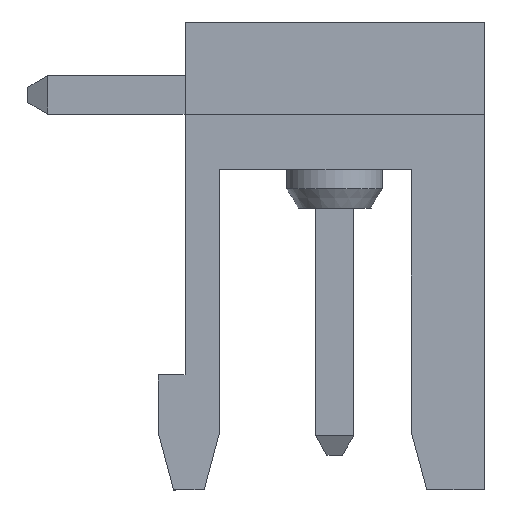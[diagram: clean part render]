
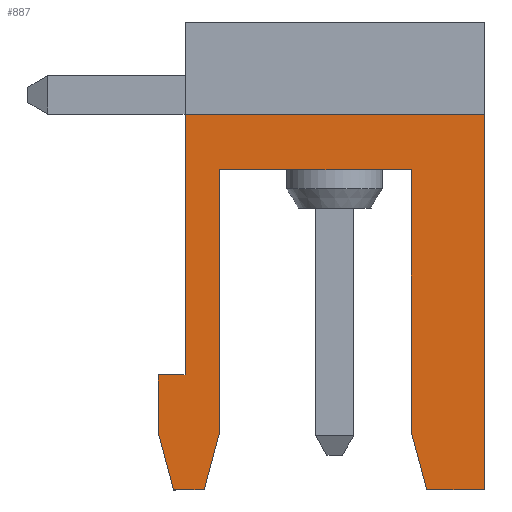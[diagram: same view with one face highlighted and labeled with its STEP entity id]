
A CAD part, front view. The second image highlights one B-rep face of the part: STEP entity #887.
In plain terms, the highlighted planar face has unit normal (0, -1, 0).
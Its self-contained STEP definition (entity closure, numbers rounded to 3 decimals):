
#887 = ADVANCED_FACE( '', ( #2060 ), #2061, .F. );
#2060 = FACE_OUTER_BOUND( '', #3526, .T. );
#2061 = PLANE( '', #3527 );
#3526 = EDGE_LOOP( '', ( #6035, #6036, #6037, #6038, #6039, #6040, #6041, #6042, #6043, #6044, #6045, #6046, #6047 ) );
#3527 = AXIS2_PLACEMENT_3D( '', #6048, #6049, #6050 );
#6035 = ORIENTED_EDGE( '', *, *, #9503, .F. );
#6036 = ORIENTED_EDGE( '', *, *, #9504, .T. );
#6037 = ORIENTED_EDGE( '', *, *, #9029, .F. );
#6038 = ORIENTED_EDGE( '', *, *, #9505, .F. );
#6039 = ORIENTED_EDGE( '', *, *, #9506, .F. );
#6040 = ORIENTED_EDGE( '', *, *, #9479, .F. );
#6041 = ORIENTED_EDGE( '', *, *, #9507, .F. );
#6042 = ORIENTED_EDGE( '', *, *, #8889, .F. );
#6043 = ORIENTED_EDGE( '', *, *, #9508, .F. );
#6044 = ORIENTED_EDGE( '', *, *, #9509, .F. );
#6045 = ORIENTED_EDGE( '', *, *, #9510, .F. );
#6046 = ORIENTED_EDGE( '', *, *, #9511, .T. );
#6047 = ORIENTED_EDGE( '', *, *, #8771, .T. );
#6048 = CARTESIAN_POINT( '', ( 159.301, 26.85, -9.8 ) );
#6049 = DIRECTION( '', ( 0., 1., 0. ) );
#6050 = DIRECTION( '', ( 1., 0., 0. ) );
#8771 = EDGE_CURVE( '', #10546, #10544, #10547, .T. );
#8889 = EDGE_CURVE( '', #10744, #10742, #10746, .T. );
#9029 = EDGE_CURVE( '', #10975, #10978, #10979, .T. );
#9479 = EDGE_CURVE( '', #11668, #11669, #11670, .T. );
#9503 = EDGE_CURVE( '', #11704, #10544, #11705, .T. );
#9504 = EDGE_CURVE( '', #11704, #10978, #11706, .T. );
#9505 = EDGE_CURVE( '', #11707, #10975, #11708, .T. );
#9506 = EDGE_CURVE( '', #11669, #11707, #11709, .T. );
#9507 = EDGE_CURVE( '', #10742, #11668, #11710, .T. );
#9508 = EDGE_CURVE( '', #11711, #10744, #11712, .T. );
#9509 = EDGE_CURVE( '', #11713, #11711, #11714, .T. );
#9510 = EDGE_CURVE( '', #11715, #11713, #11716, .T. );
#9511 = EDGE_CURVE( '', #11715, #10546, #11717, .T. );
#10544 = VERTEX_POINT( '', #13043 );
#10546 = VERTEX_POINT( '', #13046 );
#10547 = LINE( '', #13047, #13048 );
#10742 = VERTEX_POINT( '', #13339 );
#10744 = VERTEX_POINT( '', #13342 );
#10746 = LINE( '', #13345, #13346 );
#10975 = VERTEX_POINT( '', #13674 );
#10978 = VERTEX_POINT( '', #13678 );
#10979 = LINE( '', #13679, #13680 );
#11668 = VERTEX_POINT( '', #14702 );
#11669 = VERTEX_POINT( '', #14703 );
#11670 = LINE( '', #14704, #14705 );
#11704 = VERTEX_POINT( '', #14755 );
#11705 = LINE( '', #14756, #14757 );
#11706 = LINE( '', #14758, #14759 );
#11707 = VERTEX_POINT( '', #14760 );
#11708 = LINE( '', #14761, #14762 );
#11709 = LINE( '', #14763, #14764 );
#11710 = LINE( '', #14765, #14766 );
#11711 = VERTEX_POINT( '', #14767 );
#11712 = LINE( '', #14768, #14769 );
#11713 = VERTEX_POINT( '', #14770 );
#11714 = LINE( '', #14771, #14772 );
#11715 = VERTEX_POINT( '', #14773 );
#11716 = LINE( '', #14774, #14775 );
#11717 = LINE( '', #14776, #14777 );
#13043 = CARTESIAN_POINT( '', ( 160.901, 26.85, -1.45 ) );
#13046 = CARTESIAN_POINT( '', ( 160.901, 26.85, -8.307 ) );
#13047 = CARTESIAN_POINT( '', ( 160.901, 26.85, -9.8 ) );
#13048 = VECTOR( '', #16217, 1000. );
#13339 = CARTESIAN_POINT( '', ( 160., 26.85, -6.8 ) );
#13342 = CARTESIAN_POINT( '', ( 159.301, 26.85, -6.8 ) );
#13345 = CARTESIAN_POINT( '', ( 159.901, 26.85, -6.8 ) );
#13346 = VECTOR( '', #16316, 1000. );
#13674 = CARTESIAN_POINT( '', ( 166.303, 26.85, -9.8 ) );
#13678 = CARTESIAN_POINT( '', ( 165.901, 26.85, -8.3 ) );
#13679 = CARTESIAN_POINT( '', ( 165.901, 26.85, -8.3 ) );
#13680 = VECTOR( '', #16438, 1000. );
#14702 = CARTESIAN_POINT( '', ( 160., 26.85, 0. ) );
#14703 = CARTESIAN_POINT( '', ( 167.801, 26.85, 0. ) );
#14704 = CARTESIAN_POINT( '', ( 167.801, 26.85, 0. ) );
#14705 = VECTOR( '', #16820, 1000. );
#14755 = CARTESIAN_POINT( '', ( 165.901, 26.85, -1.45 ) );
#14756 = CARTESIAN_POINT( '', ( 159.301, 26.85, -1.45 ) );
#14757 = VECTOR( '', #16840, 1000. );
#14758 = CARTESIAN_POINT( '', ( 165.901, 26.85, -9.8 ) );
#14759 = VECTOR( '', #16841, 1000. );
#14760 = CARTESIAN_POINT( '', ( 167.801, 26.85, -9.8 ) );
#14761 = CARTESIAN_POINT( '', ( 166.303, 26.85, -9.8 ) );
#14762 = VECTOR( '', #16842, 1000. );
#14763 = CARTESIAN_POINT( '', ( 167.801, 26.85, -9.8 ) );
#14764 = VECTOR( '', #16843, 1000. );
#14765 = CARTESIAN_POINT( '', ( 160., 26.85, 0. ) );
#14766 = VECTOR( '', #16844, 1000. );
#14767 = CARTESIAN_POINT( '', ( 159.301, 26.85, -8.307 ) );
#14768 = CARTESIAN_POINT( '', ( 159.301, 26.85, -6.8 ) );
#14769 = VECTOR( '', #16845, 1000. );
#14770 = CARTESIAN_POINT( '', ( 159.701, 26.85, -9.8 ) );
#14771 = CARTESIAN_POINT( '', ( 159.301, 26.85, -8.307 ) );
#14772 = VECTOR( '', #16846, 1000. );
#14773 = CARTESIAN_POINT( '', ( 160.501, 26.85, -9.8 ) );
#14774 = CARTESIAN_POINT( '', ( 166.303, 26.85, -9.8 ) );
#14775 = VECTOR( '', #16847, 1000. );
#14776 = CARTESIAN_POINT( '', ( 160.42, 26.85, -10.1 ) );
#14777 = VECTOR( '', #16848, 1000. );
#16217 = DIRECTION( '', ( 0., 0., 1. ) );
#16316 = DIRECTION( '', ( 1., 0., 0. ) );
#16438 = DIRECTION( '', ( -0.259, 0., 0.966 ) );
#16820 = DIRECTION( '', ( 1., 0., 0. ) );
#16840 = DIRECTION( '', ( -1., 0., 0. ) );
#16841 = DIRECTION( '', ( 0., 0., -1. ) );
#16842 = DIRECTION( '', ( -1., 0., 0. ) );
#16843 = DIRECTION( '', ( 0., 0., -1. ) );
#16844 = DIRECTION( '', ( 0., 0., 1. ) );
#16845 = DIRECTION( '', ( 0., 0., 1. ) );
#16846 = DIRECTION( '', ( -0.259, 0., 0.966 ) );
#16847 = DIRECTION( '', ( -1., 0., 0. ) );
#16848 = DIRECTION( '', ( 0.259, 0., 0.966 ) );
